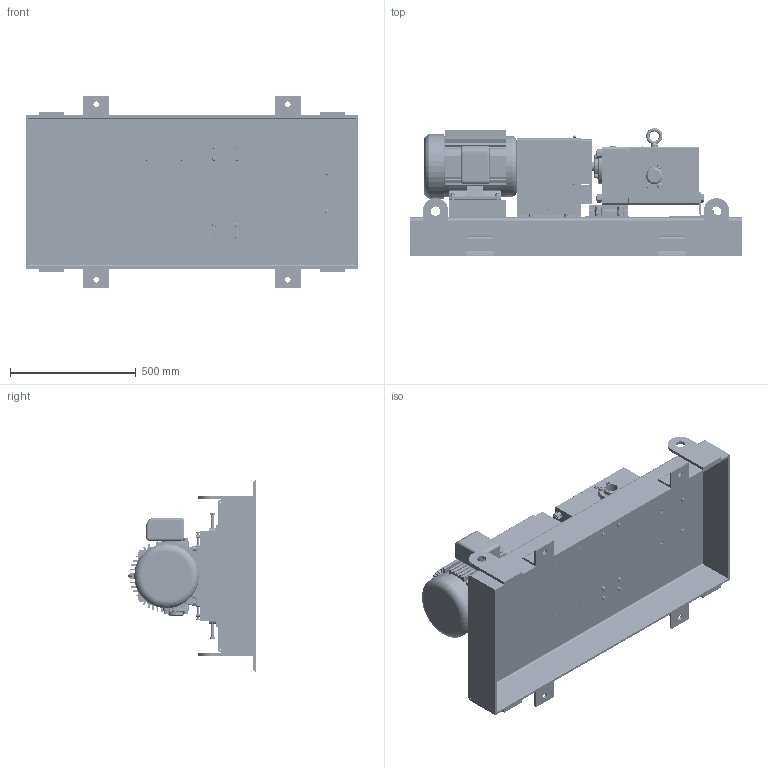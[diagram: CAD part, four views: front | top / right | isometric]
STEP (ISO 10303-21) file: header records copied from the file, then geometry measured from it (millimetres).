
FILE_DESCRIPTION (( 'STEP AP214' ), '1' );
FILE_NAME ('GPV-1430-034-U.STEP', '2019-09-26T20:59:31', ( '' ), ( '' ), 'SwSTEP 2.0', 'SolidWorks 2018', '' );
FILE_SCHEMA (( 'AUTOMOTIVE_DESIGN' ));
Length unit declared in the file: inch
Products named in the file (1): GPV-1430-034-U
Bounding box: 1320.8 x 508.2 x 762 mm (x, y, z)
Volume: 65498694.4 mm3; surface area: 6685689.7 mm2
Topology: 140 solids, 140 shells, 6170 faces, 15059 edges, 9447 vertices
Faces by surface type: plane 2777, cylinder 1722, cone 947, bspline 624, torus 90, sphere 10
Entity records: 303746 total; most frequent: CARTESIAN_POINT 79491, ORIENTED_EDGE 30026, DIRECTION 28422, EDGE_CURVE 15013, AXIS2_PLACEMENT_3D 10159, VERTEX_POINT 9447, LINE 8104, VECTOR 8104
